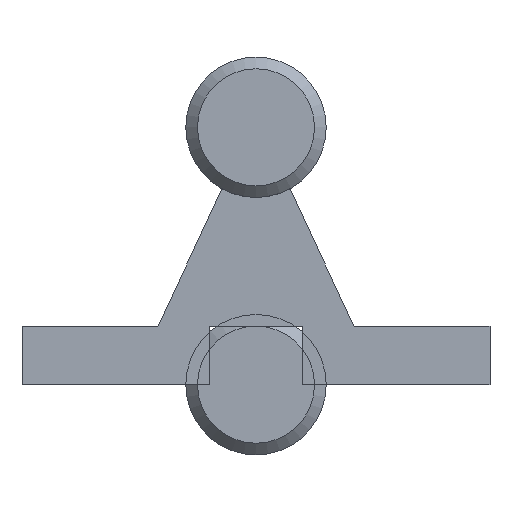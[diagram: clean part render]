
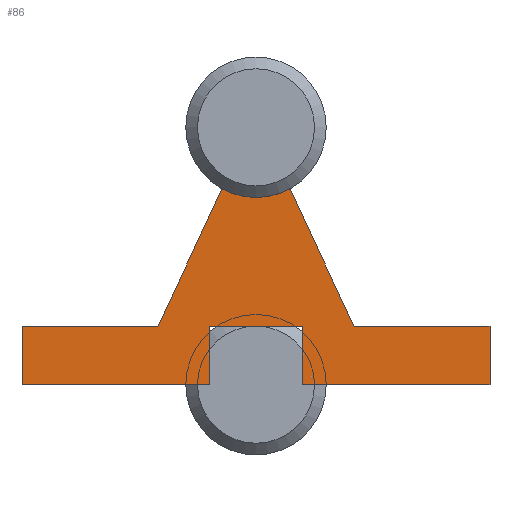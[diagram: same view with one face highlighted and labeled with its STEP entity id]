
A CAD part, front view. The second image highlights one B-rep face of the part: STEP entity #86.
In plain terms, the highlighted planar face has unit normal (0, -1, 0).
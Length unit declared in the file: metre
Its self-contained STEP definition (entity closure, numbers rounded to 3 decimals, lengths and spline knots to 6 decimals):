
#86 = ADVANCED_FACE( '', ( #199 ), #200, .T. );
#199 = FACE_OUTER_BOUND( '', #401, .T. );
#200 = PLANE( '', #402 );
#401 = EDGE_LOOP( '', ( #607, #608, #609, #610, #611, #612, #613, #614, #615, #616, #617, #618 ) );
#402 = AXIS2_PLACEMENT_3D( '', #619, #620, #621 );
#607 = ORIENTED_EDGE( '', *, *, #920, .F. );
#608 = ORIENTED_EDGE( '', *, *, #928, .T. );
#609 = ORIENTED_EDGE( '', *, *, #929, .T. );
#610 = ORIENTED_EDGE( '', *, *, #930, .T. );
#611 = ORIENTED_EDGE( '', *, *, #931, .F. );
#612 = ORIENTED_EDGE( '', *, *, #932, .F. );
#613 = ORIENTED_EDGE( '', *, *, #933, .F. );
#614 = ORIENTED_EDGE( '', *, *, #934, .F. );
#615 = ORIENTED_EDGE( '', *, *, #935, .F. );
#616 = ORIENTED_EDGE( '', *, *, #936, .F. );
#617 = ORIENTED_EDGE( '', *, *, #937, .F. );
#618 = ORIENTED_EDGE( '', *, *, #938, .F. );
#619 = CARTESIAN_POINT( '', ( 0., 0., 0.022 ) );
#620 = DIRECTION( '', ( 0., -1., 0. ) );
#621 = DIRECTION( '', ( 0., 0., -1. ) );
#920 = EDGE_CURVE( '', #1060, #1062, #1063, .T. );
#928 = EDGE_CURVE( '', #1060, #1076, #1077, .T. );
#929 = EDGE_CURVE( '', #1076, #1078, #1079, .T. );
#930 = EDGE_CURVE( '', #1078, #1080, #1081, .T. );
#931 = EDGE_CURVE( '', #1082, #1080, #1083, .T. );
#932 = EDGE_CURVE( '', #1084, #1082, #1085, .T. );
#933 = EDGE_CURVE( '', #1086, #1084, #1087, .T. );
#934 = EDGE_CURVE( '', #1088, #1086, #1089, .T. );
#935 = EDGE_CURVE( '', #1090, #1088, #1091, .T. );
#936 = EDGE_CURVE( '', #1092, #1090, #1093, .T. );
#937 = EDGE_CURVE( '', #1094, #1092, #1095, .T. );
#938 = EDGE_CURVE( '', #1062, #1094, #1096, .T. );
#1060 = VERTEX_POINT( '', #1335 );
#1062 = VERTEX_POINT( '', #1338 );
#1063 = LINE( '', #1339, #1340 );
#1076 = VERTEX_POINT( '', #1355 );
#1077 = LINE( '', #1356, #1357 );
#1078 = VERTEX_POINT( '', #1358 );
#1079 = LINE( '', #1359, #1360 );
#1080 = VERTEX_POINT( '', #1361 );
#1081 = LINE( '', #1362, #1363 );
#1082 = VERTEX_POINT( '', #1364 );
#1083 = LINE( '', #1365, #1366 );
#1084 = VERTEX_POINT( '', #1367 );
#1085 = LINE( '', #1368, #1369 );
#1086 = VERTEX_POINT( '', #1370 );
#1087 = LINE( '', #1371, #1372 );
#1088 = VERTEX_POINT( '', #1373 );
#1089 = LINE( '', #1374, #1375 );
#1090 = VERTEX_POINT( '', #1376 );
#1091 = CIRCLE( '', #1377, 0.006 );
#1092 = VERTEX_POINT( '', #1378 );
#1093 = LINE( '', #1379, #1380 );
#1094 = VERTEX_POINT( '', #1381 );
#1095 = LINE( '', #1382, #1383 );
#1096 = LINE( '', #1384, #1385 );
#1335 = CARTESIAN_POINT( '', ( -0.004, 0., 0. ) );
#1338 = CARTESIAN_POINT( '', ( -0.02, 0., 0. ) );
#1339 = CARTESIAN_POINT( '', ( 0.02, 0., 0. ) );
#1340 = VECTOR( '', #2009, 1. );
#1355 = CARTESIAN_POINT( '', ( -0.004, 0., 0.005 ) );
#1356 = CARTESIAN_POINT( '', ( -0.004, 0., 0. ) );
#1357 = VECTOR( '', #2024, 1. );
#1358 = CARTESIAN_POINT( '', ( 0.004, 0., 0.005 ) );
#1359 = CARTESIAN_POINT( '', ( -0.004, 0., 0.005 ) );
#1360 = VECTOR( '', #2025, 1. );
#1361 = CARTESIAN_POINT( '', ( 0.004, 0., 0. ) );
#1362 = CARTESIAN_POINT( '', ( 0.004, 0., 0.005 ) );
#1363 = VECTOR( '', #2026, 1. );
#1364 = CARTESIAN_POINT( '', ( 0.02, 0., 0. ) );
#1365 = CARTESIAN_POINT( '', ( 0.02, 0., 0. ) );
#1366 = VECTOR( '', #2027, 1. );
#1367 = CARTESIAN_POINT( '', ( 0.02, 0., 0.005 ) );
#1368 = CARTESIAN_POINT( '', ( 0.02, 0., 0. ) );
#1369 = VECTOR( '', #2028, 1. );
#1370 = CARTESIAN_POINT( '', ( 0.008378, 0., 0.005 ) );
#1371 = CARTESIAN_POINT( '', ( 0.02, 0., 0.005 ) );
#1372 = VECTOR( '', #2029, 1. );
#1373 = CARTESIAN_POINT( '', ( 0.0029, 0., 0.016747 ) );
#1374 = CARTESIAN_POINT( '', ( 0.008378, 0., 0.005 ) );
#1375 = VECTOR( '', #2030, 1. );
#1376 = CARTESIAN_POINT( '', ( -0.0029, 0., 0.016747 ) );
#1377 = AXIS2_PLACEMENT_3D( '', #2031, #2032, #2033 );
#1378 = CARTESIAN_POINT( '', ( -0.008378, 0., 0.005 ) );
#1379 = CARTESIAN_POINT( '', ( -0.008378, 0., 0.005 ) );
#1380 = VECTOR( '', #2034, 1. );
#1381 = CARTESIAN_POINT( '', ( -0.02, 0., 0.005 ) );
#1382 = CARTESIAN_POINT( '', ( -0.02, 0., 0.005 ) );
#1383 = VECTOR( '', #2035, 1. );
#1384 = CARTESIAN_POINT( '', ( -0.02, 0., 0. ) );
#1385 = VECTOR( '', #2036, 1. );
#2009 = DIRECTION( '', ( -1., 0., 0. ) );
#2024 = DIRECTION( '', ( 0., 0., 1. ) );
#2025 = DIRECTION( '', ( 1., 0., 0. ) );
#2026 = DIRECTION( '', ( 0., 0., -1. ) );
#2027 = DIRECTION( '', ( -1., 0., 0. ) );
#2028 = DIRECTION( '', ( 0., 0., -1. ) );
#2029 = DIRECTION( '', ( 1., 0., 0. ) );
#2030 = DIRECTION( '', ( 0.423, 0., -0.906 ) );
#2031 = CARTESIAN_POINT( '', ( 0., 0., 0.022 ) );
#2032 = DIRECTION( '', ( 0., -1., 0. ) );
#2033 = DIRECTION( '', ( 1., 0., 0. ) );
#2034 = DIRECTION( '', ( 0.423, 0., 0.906 ) );
#2035 = DIRECTION( '', ( 1., 0., 0. ) );
#2036 = DIRECTION( '', ( 0., 0., 1. ) );
